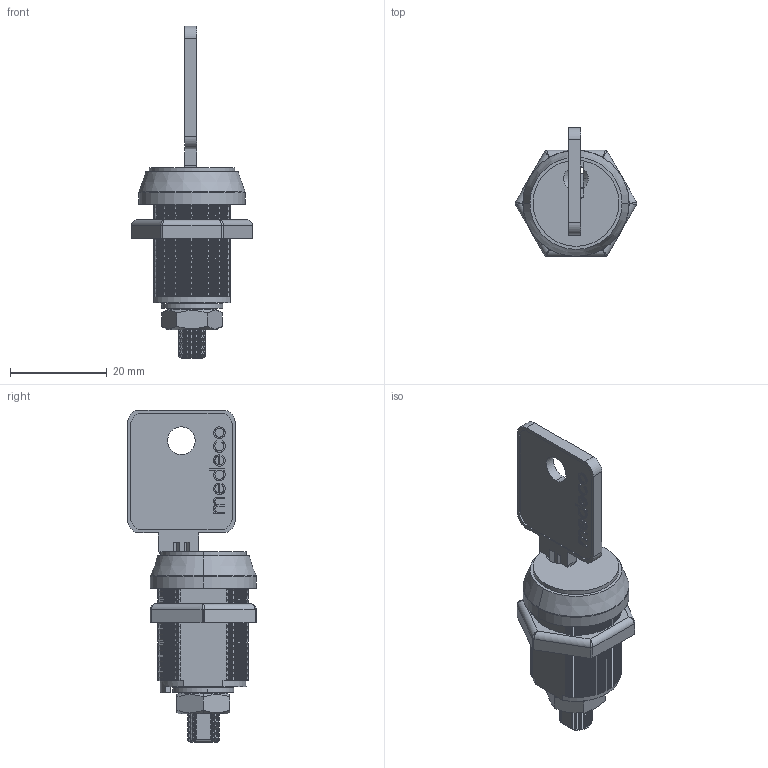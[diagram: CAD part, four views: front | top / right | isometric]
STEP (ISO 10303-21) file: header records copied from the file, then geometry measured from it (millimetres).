
FILE_DESCRIPTION (( 'STEP AP203' ), '1' );
FILE_NAME ('STEP LOCK_and_KEY.STEP', '2021-07-23T09:45:18', ( '' ), ( '' ), 'SwSTEP 2.0', 'SolidWorks 2021', '' );
FILE_SCHEMA (( 'CONFIG_CONTROL_DESIGN' ));
Length unit declared in the file: inch
Products named in the file (7): Nut-4-Medeco-Lock; Key-4-Medeco-Lock; Inner-Medeco-Lock; STEP LOCK_and_KEY; Outer-Medeco-Lock; Washer-4-Lock-Latch; Nut-4-Lock-Latch
Assembly tree (6 placements, depth 2):
  STEP LOCK_and_KEY
    Outer-Medeco-Lock
    Inner-Medeco-Lock
    Washer-4-Lock-Latch
    Nut-4-Lock-Latch
    Nut-4-Medeco-Lock
    Key-4-Medeco-Lock
Bounding box: 25.21 x 26.62 x 68.64 mm (x, y, z)
Volume: 9923.4 mm3; surface area: 9795.7 mm2
Topology: 6 solids, 6 shells, 1139 faces, 3286 edges, 2176 vertices
Faces by surface type: cone 615, cylinder 210, plane 189, bspline 120, torus 5
Entity records: 45229 total; most frequent: CARTESIAN_POINT 16801, ORIENTED_EDGE 6560, DIRECTION 4868, EDGE_CURVE 3280, VERTEX_POINT 2176, AXIS2_PLACEMENT_3D 1953, B_SPLINE_CURVE_WITH_KNOTS 1379, EDGE_LOOP 1172
